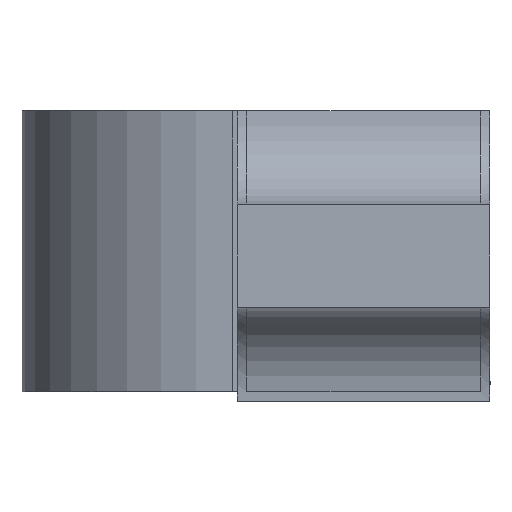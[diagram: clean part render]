
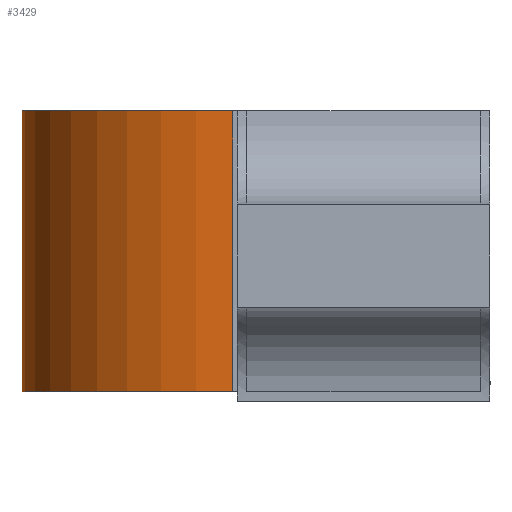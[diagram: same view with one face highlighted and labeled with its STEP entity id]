
A CAD part, left-side view. The second image highlights one B-rep face of the part: STEP entity #3429.
In plain terms, the highlighted cylindrical face has radius 0.45 mm (diameter 0.9 mm), a partial arc.
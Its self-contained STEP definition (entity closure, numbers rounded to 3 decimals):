
#139 = DIRECTION ( 'NONE',  ( 0., 1., 0. ) ) ;
#635 = CARTESIAN_POINT ( 'NONE',  ( -0.85, 0.05, -0.3 ) ) ;
#701 = LINE ( 'NONE', #635, #10690 ) ;
#1314 = ORIENTED_EDGE ( 'NONE', *, *, #12243, .T. ) ;
#1366 = CARTESIAN_POINT ( 'NONE',  ( -0.4, 0.05, -0.3 ) ) ;
#1561 = AXIS2_PLACEMENT_3D ( 'NONE', #8718, #9929, #3622 ) ;
#1799 = VECTOR ( 'NONE', #5079, 1000. ) ;
#2447 = CYLINDRICAL_SURFACE ( 'NONE', #1561, 0.45 ) ;
#2460 = EDGE_CURVE ( 'NONE', #12208, #8903, #4136, .T. ) ;
#2747 = ORIENTED_EDGE ( 'NONE', *, *, #11198, .T. ) ;
#2945 = CARTESIAN_POINT ( 'NONE',  ( -0.4, 0.5, -0.3 ) ) ;
#3429 = ADVANCED_FACE ( 'NONE', ( #4377 ), #2447, .T. ) ;
#3622 = DIRECTION ( 'NONE',  ( 0., -1., 0. ) ) ;
#3767 = CARTESIAN_POINT ( 'NONE',  ( -0.85, 0.05, -0.3 ) ) ;
#3873 = AXIS2_PLACEMENT_3D ( 'NONE', #7251, #5184, #139 ) ;
#4136 = LINE ( 'NONE', #2945, #1799 ) ;
#4373 = DIRECTION ( 'NONE',  ( 0., 0., 1. ) ) ;
#4377 = FACE_OUTER_BOUND ( 'NONE', #11753, .T. ) ;
#5079 = DIRECTION ( 'NONE',  ( 0., 0., 1. ) ) ;
#5184 = DIRECTION ( 'NONE',  ( 0., 0., 1. ) ) ;
#6467 = CIRCLE ( 'NONE', #3873, 0.45 ) ;
#7071 = CIRCLE ( 'NONE', #11817, 0.45 ) ;
#7090 = EDGE_CURVE ( 'NONE', #8903, #12822, #6467, .T. ) ;
#7175 = DIRECTION ( 'NONE',  ( 0., 1., 0. ) ) ;
#7191 = ORIENTED_EDGE ( 'NONE', *, *, #2460, .F. ) ;
#7251 = CARTESIAN_POINT ( 'NONE',  ( -0.4, 0.05, 0.3 ) ) ;
#7543 = CARTESIAN_POINT ( 'NONE',  ( -0.85, 0.05, 0.3 ) ) ;
#8680 = CARTESIAN_POINT ( 'NONE',  ( -0.4, 0.5, 0.3 ) ) ;
#8718 = CARTESIAN_POINT ( 'NONE',  ( -0.4, 0.05, -0.3 ) ) ;
#8903 = VERTEX_POINT ( 'NONE', #8680 ) ;
#9929 = DIRECTION ( 'NONE',  ( 0., 0., 1. ) ) ;
#10339 = CARTESIAN_POINT ( 'NONE',  ( -0.4, 0.5, -0.3 ) ) ;
#10690 = VECTOR ( 'NONE', #12884, 1000. ) ;
#10885 = ORIENTED_EDGE ( 'NONE', *, *, #7090, .F. ) ;
#11198 = EDGE_CURVE ( 'NONE', #11352, #12822, #701, .T. ) ;
#11352 = VERTEX_POINT ( 'NONE', #3767 ) ;
#11753 = EDGE_LOOP ( 'NONE', ( #10885, #7191, #1314, #2747 ) ) ;
#11817 = AXIS2_PLACEMENT_3D ( 'NONE', #1366, #4373, #7175 ) ;
#12208 = VERTEX_POINT ( 'NONE', #10339 ) ;
#12243 = EDGE_CURVE ( 'NONE', #12208, #11352, #7071, .T. ) ;
#12822 = VERTEX_POINT ( 'NONE', #7543 ) ;
#12884 = DIRECTION ( 'NONE',  ( 0., 0., 1. ) ) ;
